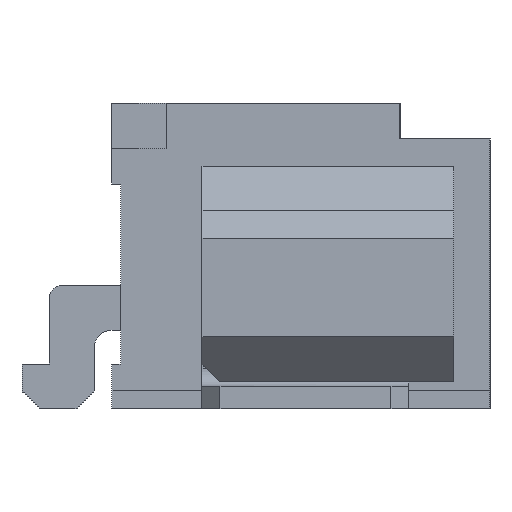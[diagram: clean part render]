
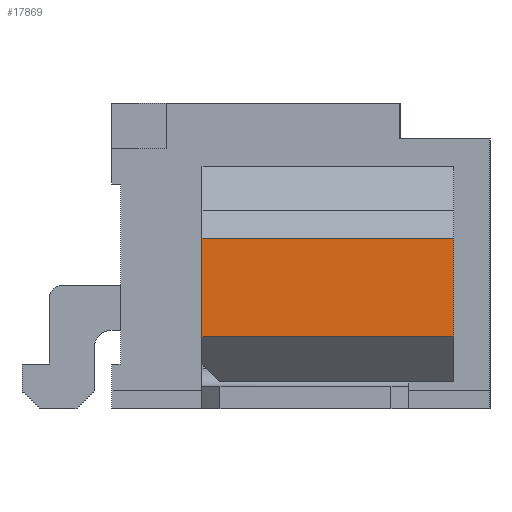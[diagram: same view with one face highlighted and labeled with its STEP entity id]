
A CAD part, left-side view. The second image highlights one B-rep face of the part: STEP entity #17869.
In plain terms, the highlighted planar face has unit normal (-1, 0, 0).
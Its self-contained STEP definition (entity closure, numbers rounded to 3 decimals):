
#2250 = PLANE('',#2251);
#2251 = AXIS2_PLACEMENT_3D('',#2252,#2253,#2254);
#2252 = CARTESIAN_POINT('',(5.25,1.1,0.));
#2253 = DIRECTION('',(0.,1.,0.));
#2254 = DIRECTION('',(-1.,0.,0.));
#2306 = PLANE('',#2307);
#2307 = AXIS2_PLACEMENT_3D('',#2308,#2309,#2310);
#2308 = CARTESIAN_POINT('',(5.25,-1.7,0.));
#2309 = DIRECTION('',(0.,1.,0.));
#2310 = DIRECTION('',(-1.,0.,0.));
#7944 = VERTEX_POINT('',#7945);
#7945 = CARTESIAN_POINT('',(-6.75,1.1,1.9));
#7959 = PLANE('',#7960);
#7960 = AXIS2_PLACEMENT_3D('',#7961,#7962,#7963);
#7961 = CARTESIAN_POINT('',(-6.75,-1.7,1.9));
#7962 = DIRECTION('',(-0.707,0.,0.707));
#7963 = DIRECTION('',(0.707,0.,0.707));
#7971 = EDGE_CURVE('',#7972,#7944,#7974,.T.);
#7972 = VERTEX_POINT('',#7973);
#7973 = CARTESIAN_POINT('',(-6.75,1.1,0.8));
#7974 = SURFACE_CURVE('',#7975,(#7979,#7986),.PCURVE_S1.);
#7975 = LINE('',#7976,#7977);
#7976 = CARTESIAN_POINT('',(-6.75,1.1,0.8));
#7977 = VECTOR('',#7978,1.);
#7978 = DIRECTION('',(0.,0.,1.));
#7979 = PCURVE('',#2250,#7980);
#7980 = DEFINITIONAL_REPRESENTATION('',(#7981),#7985);
#7981 = LINE('',#7982,#7983);
#7982 = CARTESIAN_POINT('',(12.,0.8));
#7983 = VECTOR('',#7984,1.);
#7984 = DIRECTION('',(0.,1.));
#7985 = ( GEOMETRIC_REPRESENTATION_CONTEXT(2) 
PARAMETRIC_REPRESENTATION_CONTEXT() REPRESENTATION_CONTEXT('2D SPACE',''
  ) );
#7986 = PCURVE('',#7987,#7992);
#7987 = PLANE('',#7988);
#7988 = AXIS2_PLACEMENT_3D('',#7989,#7990,#7991);
#7989 = CARTESIAN_POINT('',(-6.75,-1.7,0.8));
#7990 = DIRECTION('',(-1.,0.,0.));
#7991 = DIRECTION('',(0.,0.,1.));
#7992 = DEFINITIONAL_REPRESENTATION('',(#7993),#7997);
#7993 = LINE('',#7994,#7995);
#7994 = CARTESIAN_POINT('',(0.,2.8));
#7995 = VECTOR('',#7996,1.);
#7996 = DIRECTION('',(1.,0.));
#7997 = ( GEOMETRIC_REPRESENTATION_CONTEXT(2) 
PARAMETRIC_REPRESENTATION_CONTEXT() REPRESENTATION_CONTEXT('2D SPACE',''
  ) );
#8013 = PLANE('',#8014);
#8014 = AXIS2_PLACEMENT_3D('',#8015,#8016,#8017);
#8015 = CARTESIAN_POINT('',(-6.25,-1.7,0.3));
#8016 = DIRECTION('',(-0.707,0.,-0.707));
#8017 = DIRECTION('',(-0.707,0.,0.707));
#8220 = VERTEX_POINT('',#8221);
#8221 = CARTESIAN_POINT('',(-6.75,-1.7,0.8));
#8242 = EDGE_CURVE('',#8220,#8243,#8245,.T.);
#8243 = VERTEX_POINT('',#8244);
#8244 = CARTESIAN_POINT('',(-6.75,-1.7,1.9));
#8245 = SURFACE_CURVE('',#8246,(#8250,#8257),.PCURVE_S1.);
#8246 = LINE('',#8247,#8248);
#8247 = CARTESIAN_POINT('',(-6.75,-1.7,0.8));
#8248 = VECTOR('',#8249,1.);
#8249 = DIRECTION('',(0.,0.,1.));
#8250 = PCURVE('',#2306,#8251);
#8251 = DEFINITIONAL_REPRESENTATION('',(#8252),#8256);
#8252 = LINE('',#8253,#8254);
#8253 = CARTESIAN_POINT('',(12.,0.8));
#8254 = VECTOR('',#8255,1.);
#8255 = DIRECTION('',(0.,1.));
#8256 = ( GEOMETRIC_REPRESENTATION_CONTEXT(2) 
PARAMETRIC_REPRESENTATION_CONTEXT() REPRESENTATION_CONTEXT('2D SPACE',''
  ) );
#8257 = PCURVE('',#7987,#8258);
#8258 = DEFINITIONAL_REPRESENTATION('',(#8259),#8263);
#8259 = LINE('',#8260,#8261);
#8260 = CARTESIAN_POINT('',(0.,0.));
#8261 = VECTOR('',#8262,1.);
#8262 = DIRECTION('',(1.,0.));
#8263 = ( GEOMETRIC_REPRESENTATION_CONTEXT(2) 
PARAMETRIC_REPRESENTATION_CONTEXT() REPRESENTATION_CONTEXT('2D SPACE',''
  ) );
#17847 = EDGE_CURVE('',#8243,#7944,#17848,.T.);
#17848 = SURFACE_CURVE('',#17849,(#17853,#17860),.PCURVE_S1.);
#17849 = LINE('',#17850,#17851);
#17850 = CARTESIAN_POINT('',(-6.75,-1.7,1.9));
#17851 = VECTOR('',#17852,1.);
#17852 = DIRECTION('',(0.,1.,0.));
#17853 = PCURVE('',#7959,#17854);
#17854 = DEFINITIONAL_REPRESENTATION('',(#17855),#17859);
#17855 = LINE('',#17856,#17857);
#17856 = CARTESIAN_POINT('',(0.,0.));
#17857 = VECTOR('',#17858,1.);
#17858 = DIRECTION('',(0.,1.));
#17859 = ( GEOMETRIC_REPRESENTATION_CONTEXT(2) 
PARAMETRIC_REPRESENTATION_CONTEXT() REPRESENTATION_CONTEXT('2D SPACE',''
  ) );
#17860 = PCURVE('',#7987,#17861);
#17861 = DEFINITIONAL_REPRESENTATION('',(#17862),#17866);
#17862 = LINE('',#17863,#17864);
#17863 = CARTESIAN_POINT('',(1.1,0.));
#17864 = VECTOR('',#17865,1.);
#17865 = DIRECTION('',(0.,1.));
#17866 = ( GEOMETRIC_REPRESENTATION_CONTEXT(2) 
PARAMETRIC_REPRESENTATION_CONTEXT() REPRESENTATION_CONTEXT('2D SPACE',''
  ) );
#17869 = ADVANCED_FACE('',(#17870),#7987,.T.);
#17870 = FACE_BOUND('',#17871,.F.);
#17871 = EDGE_LOOP('',(#17872,#17873,#17894,#17895));
#17872 = ORIENTED_EDGE('',*,*,#8242,.F.);
#17873 = ORIENTED_EDGE('',*,*,#17874,.T.);
#17874 = EDGE_CURVE('',#8220,#7972,#17875,.T.);
#17875 = SURFACE_CURVE('',#17876,(#17880,#17887),.PCURVE_S1.);
#17876 = LINE('',#17877,#17878);
#17877 = CARTESIAN_POINT('',(-6.75,-1.7,0.8));
#17878 = VECTOR('',#17879,1.);
#17879 = DIRECTION('',(0.,1.,0.));
#17880 = PCURVE('',#7987,#17881);
#17881 = DEFINITIONAL_REPRESENTATION('',(#17882),#17886);
#17882 = LINE('',#17883,#17884);
#17883 = CARTESIAN_POINT('',(0.,0.));
#17884 = VECTOR('',#17885,1.);
#17885 = DIRECTION('',(0.,1.));
#17886 = ( GEOMETRIC_REPRESENTATION_CONTEXT(2) 
PARAMETRIC_REPRESENTATION_CONTEXT() REPRESENTATION_CONTEXT('2D SPACE',''
  ) );
#17887 = PCURVE('',#8013,#17888);
#17888 = DEFINITIONAL_REPRESENTATION('',(#17889),#17893);
#17889 = LINE('',#17890,#17891);
#17890 = CARTESIAN_POINT('',(0.707,0.));
#17891 = VECTOR('',#17892,1.);
#17892 = DIRECTION('',(0.,1.));
#17893 = ( GEOMETRIC_REPRESENTATION_CONTEXT(2) 
PARAMETRIC_REPRESENTATION_CONTEXT() REPRESENTATION_CONTEXT('2D SPACE',''
  ) );
#17894 = ORIENTED_EDGE('',*,*,#7971,.T.);
#17895 = ORIENTED_EDGE('',*,*,#17847,.F.);
